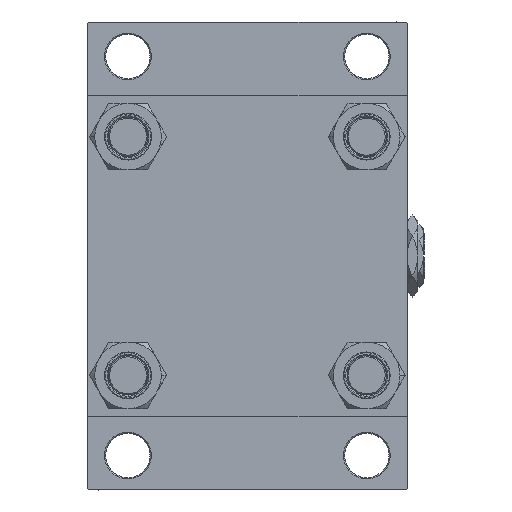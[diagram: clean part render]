
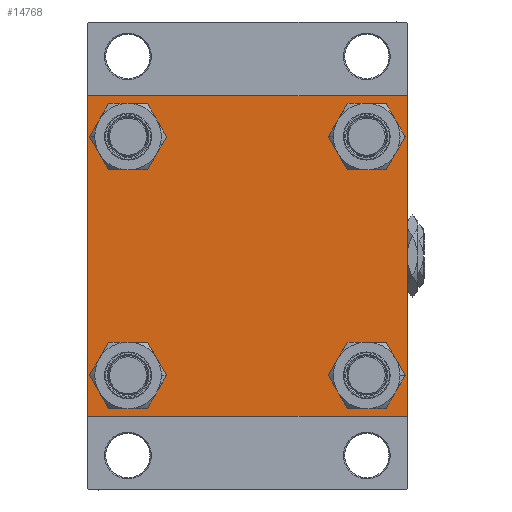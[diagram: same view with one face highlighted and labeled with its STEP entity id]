
A CAD part, left-side view. The second image highlights one B-rep face of the part: STEP entity #14768.
In plain terms, the highlighted planar face has unit normal (-1, 0, 0).
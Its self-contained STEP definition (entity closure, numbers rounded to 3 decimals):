
#19 = ORIENTED_EDGE ( 'NONE', *, *, #20390, .T. ) ;
#176 = DIRECTION ( 'NONE',  ( 0., 0., -1. ) ) ;
#668 = AXIS2_PLACEMENT_3D ( 'NONE', #45639, #18234, #37280 ) ;
#669 = CARTESIAN_POINT ( 'NONE',  ( 0., -65., 65. ) ) ;
#761 = DIRECTION ( 'NONE',  ( 0., -1., 0. ) ) ;
#772 = EDGE_CURVE ( 'NONE', #22817, #1884, #49489, .T. ) ;
#916 = LINE ( 'NONE', #669, #48706 ) ;
#1674 = LINE ( 'NONE', #17153, #17421 ) ;
#1777 = EDGE_CURVE ( 'NONE', #20990, #46955, #20072, .T. ) ;
#1824 = ORIENTED_EDGE ( 'NONE', *, *, #12768, .T. ) ;
#1884 = VERTEX_POINT ( 'NONE', #13442 ) ;
#2356 = CARTESIAN_POINT ( 'NONE',  ( 0., 0., 0. ) ) ;
#2419 = EDGE_LOOP ( 'NONE', ( #10672, #25438 ) ) ;
#2568 = VERTEX_POINT ( 'NONE', #7406 ) ;
#2601 = EDGE_LOOP ( 'NONE', ( #31273, #27275 ) ) ;
#2605 = FACE_BOUND ( 'NONE', #49818, .T. ) ;
#2854 = AXIS2_PLACEMENT_3D ( 'NONE', #10160, #30479, #45933 ) ;
#3465 = EDGE_LOOP ( 'NONE', ( #27878, #14683, #5906, #1824, #4839, #33468, #22565, #19 ) ) ;
#4839 = ORIENTED_EDGE ( 'NONE', *, *, #43917, .F. ) ;
#5102 = CARTESIAN_POINT ( 'NONE',  ( 0., 65., 65. ) ) ;
#5306 = CARTESIAN_POINT ( 'NONE',  ( 0., -65., -64.5 ) ) ;
#5906 = ORIENTED_EDGE ( 'NONE', *, *, #1777, .T. ) ;
#6066 = AXIS2_PLACEMENT_3D ( 'NONE', #40207, #36407, #24487 ) ;
#6156 = DIRECTION ( 'NONE',  ( 0., 0., 1. ) ) ;
#6994 = VERTEX_POINT ( 'NONE', #14515 ) ;
#7406 = CARTESIAN_POINT ( 'NONE',  ( 0., 65., -64.5 ) ) ;
#8482 = LINE ( 'NONE', #31365, #23640 ) ;
#8635 = ORIENTED_EDGE ( 'NONE', *, *, #16865, .T. ) ;
#8706 = VERTEX_POINT ( 'NONE', #44366 ) ;
#9292 = DIRECTION ( 'NONE',  ( 0., -0.707, 0.707 ) ) ;
#9577 = CIRCLE ( 'NONE', #668, 8.5 ) ;
#10160 = CARTESIAN_POINT ( 'NONE',  ( 0., -48.45, 48.45 ) ) ;
#10672 = ORIENTED_EDGE ( 'NONE', *, *, #772, .T. ) ;
#11191 = DIRECTION ( 'NONE',  ( 1., 0., 0. ) ) ;
#11637 = CARTESIAN_POINT ( 'NONE',  ( 0., -48.45, 48.45 ) ) ;
#12122 = AXIS2_PLACEMENT_3D ( 'NONE', #45554, #40987, #48857 ) ;
#12768 = EDGE_CURVE ( 'NONE', #46955, #24329, #1674, .T. ) ;
#13442 = CARTESIAN_POINT ( 'NONE',  ( 0., -48.45, -56.95 ) ) ;
#13778 = DIRECTION ( 'NONE',  ( -1., 0., 0. ) ) ;
#14303 = VECTOR ( 'NONE', #46736, 1000. ) ;
#14440 = EDGE_CURVE ( 'NONE', #30626, #33316, #23850, .T. ) ;
#14515 = CARTESIAN_POINT ( 'NONE',  ( 0., -65., 64.5 ) ) ;
#14529 = LINE ( 'NONE', #18854, #24716 ) ;
#14628 = CARTESIAN_POINT ( 'NONE',  ( 0., 48.45, 39.95 ) ) ;
#14681 = DIRECTION ( 'NONE',  ( 0., 0., 1. ) ) ;
#14683 = ORIENTED_EDGE ( 'NONE', *, *, #44298, .T. ) ;
#14768 = ADVANCED_FACE ( 'NONE', ( #17334, #21402, #2605, #40695, #44243 ), #44489, .T. ) ;
#15729 = AXIS2_PLACEMENT_3D ( 'NONE', #45962, #11191, #40277 ) ;
#15771 = LINE ( 'NONE', #42921, #14303 ) ;
#15872 = EDGE_CURVE ( 'NONE', #6994, #16132, #14529, .T. ) ;
#16132 = VERTEX_POINT ( 'NONE', #31496 ) ;
#16711 = CIRCLE ( 'NONE', #24809, 8.5 ) ;
#16865 = EDGE_CURVE ( 'NONE', #33316, #30626, #41769, .T. ) ;
#17153 = CARTESIAN_POINT ( 'NONE',  ( 0., -64.75, -64.75 ) ) ;
#17334 = FACE_BOUND ( 'NONE', #2601, .T. ) ;
#17421 = VECTOR ( 'NONE', #9292, 1000. ) ;
#17561 = EDGE_CURVE ( 'NONE', #8706, #38436, #21511, .T. ) ;
#18122 = CARTESIAN_POINT ( 'NONE',  ( 0., 65., 65. ) ) ;
#18234 = DIRECTION ( 'NONE',  ( 1., 0., 0. ) ) ;
#18370 = LINE ( 'NONE', #18122, #47835 ) ;
#18753 = CARTESIAN_POINT ( 'NONE',  ( 0., -48.45, -48.45 ) ) ;
#18854 = CARTESIAN_POINT ( 'NONE',  ( 0., -64.75, 64.75 ) ) ;
#19848 = DIRECTION ( 'NONE',  ( 0., 0., -1. ) ) ;
#20072 = LINE ( 'NONE', #35563, #47834 ) ;
#20390 = EDGE_CURVE ( 'NONE', #37078, #43897, #15771, .T. ) ;
#20990 = VERTEX_POINT ( 'NONE', #42569 ) ;
#21402 = FACE_BOUND ( 'NONE', #2419, .T. ) ;
#21511 = CIRCLE ( 'NONE', #2854, 8.5 ) ;
#22437 = DIRECTION ( 'NONE',  ( 0., -1., 0. ) ) ;
#22523 = AXIS2_PLACEMENT_3D ( 'NONE', #23309, #30935, #46393 ) ;
#22565 = ORIENTED_EDGE ( 'NONE', *, *, #42174, .F. ) ;
#22817 = VERTEX_POINT ( 'NONE', #23787 ) ;
#23309 = CARTESIAN_POINT ( 'NONE',  ( 0., -48.45, -48.45 ) ) ;
#23640 = VECTOR ( 'NONE', #23971, 1000. ) ;
#23787 = CARTESIAN_POINT ( 'NONE',  ( 0., -48.45, -39.95 ) ) ;
#23850 = CIRCLE ( 'NONE', #15729, 8.5 ) ;
#23971 = DIRECTION ( 'NONE',  ( 0., -0.707, -0.707 ) ) ;
#24329 = VERTEX_POINT ( 'NONE', #5306 ) ;
#24487 = DIRECTION ( 'NONE',  ( 0., 0., 1. ) ) ;
#24716 = VECTOR ( 'NONE', #49567, 1000. ) ;
#24809 = AXIS2_PLACEMENT_3D ( 'NONE', #11637, #42090, #42609 ) ;
#25262 = CARTESIAN_POINT ( 'NONE',  ( 0., -64.5, -65. ) ) ;
#25438 = ORIENTED_EDGE ( 'NONE', *, *, #32793, .T. ) ;
#25582 = CARTESIAN_POINT ( 'NONE',  ( 0., 64.5, 65. ) ) ;
#26451 = ORIENTED_EDGE ( 'NONE', *, *, #36089, .T. ) ;
#26876 = VERTEX_POINT ( 'NONE', #30689 ) ;
#27275 = ORIENTED_EDGE ( 'NONE', *, *, #17561, .T. ) ;
#27587 = EDGE_CURVE ( 'NONE', #42913, #26876, #9577, .T. ) ;
#27878 = ORIENTED_EDGE ( 'NONE', *, *, #43375, .T. ) ;
#28364 = ORIENTED_EDGE ( 'NONE', *, *, #27587, .T. ) ;
#29099 = EDGE_CURVE ( 'NONE', #38436, #8706, #16711, .T. ) ;
#30479 = DIRECTION ( 'NONE',  ( 1., 0., 0. ) ) ;
#30626 = VERTEX_POINT ( 'NONE', #37374 ) ;
#30689 = CARTESIAN_POINT ( 'NONE',  ( 0., 48.45, 56.95 ) ) ;
#30935 = DIRECTION ( 'NONE',  ( 1., 0., 0. ) ) ;
#31273 = ORIENTED_EDGE ( 'NONE', *, *, #29099, .T. ) ;
#31365 = CARTESIAN_POINT ( 'NONE',  ( 0., 64.75, -64.75 ) ) ;
#31466 = CIRCLE ( 'NONE', #22523, 8.5 ) ;
#31496 = CARTESIAN_POINT ( 'NONE',  ( 0., -64.5, 65. ) ) ;
#31674 = CARTESIAN_POINT ( 'NONE',  ( 0., 65., 64.5 ) ) ;
#32039 = LINE ( 'NONE', #5102, #37371 ) ;
#32793 = EDGE_CURVE ( 'NONE', #1884, #22817, #31466, .T. ) ;
#33316 = VERTEX_POINT ( 'NONE', #34104 ) ;
#33468 = ORIENTED_EDGE ( 'NONE', *, *, #15872, .T. ) ;
#34104 = CARTESIAN_POINT ( 'NONE',  ( 0., 48.45, -39.95 ) ) ;
#35011 = DIRECTION ( 'NONE',  ( 1., 0., 0. ) ) ;
#35405 = CARTESIAN_POINT ( 'NONE',  ( 0., -48.45, 56.95 ) ) ;
#35563 = CARTESIAN_POINT ( 'NONE',  ( 0., 65., -65. ) ) ;
#36089 = EDGE_CURVE ( 'NONE', #26876, #42913, #39664, .T. ) ;
#36407 = DIRECTION ( 'NONE',  ( 1., 0., 0. ) ) ;
#37078 = VERTEX_POINT ( 'NONE', #25582 ) ;
#37280 = DIRECTION ( 'NONE',  ( 0., 0., 1. ) ) ;
#37371 = VECTOR ( 'NONE', #19848, 1000. ) ;
#37374 = CARTESIAN_POINT ( 'NONE',  ( 0., 48.45, -56.95 ) ) ;
#38436 = VERTEX_POINT ( 'NONE', #35405 ) ;
#39664 = CIRCLE ( 'NONE', #12122, 8.5 ) ;
#39773 = ORIENTED_EDGE ( 'NONE', *, *, #14440, .T. ) ;
#40207 = CARTESIAN_POINT ( 'NONE',  ( 0., 48.45, -48.45 ) ) ;
#40277 = DIRECTION ( 'NONE',  ( 0., 0., 1. ) ) ;
#40695 = FACE_BOUND ( 'NONE', #46072, .T. ) ;
#40987 = DIRECTION ( 'NONE',  ( 1., 0., 0. ) ) ;
#41769 = CIRCLE ( 'NONE', #6066, 8.5 ) ;
#42090 = DIRECTION ( 'NONE',  ( 1., 0., 0. ) ) ;
#42174 = EDGE_CURVE ( 'NONE', #37078, #16132, #18370, .T. ) ;
#42569 = CARTESIAN_POINT ( 'NONE',  ( 0., 64.5, -65. ) ) ;
#42609 = DIRECTION ( 'NONE',  ( 0., 0., 1. ) ) ;
#42913 = VERTEX_POINT ( 'NONE', #14628 ) ;
#42921 = CARTESIAN_POINT ( 'NONE',  ( 0., 64.75, 64.75 ) ) ;
#43011 = AXIS2_PLACEMENT_3D ( 'NONE', #18753, #35011, #14681 ) ;
#43375 = EDGE_CURVE ( 'NONE', #43897, #2568, #32039, .T. ) ;
#43897 = VERTEX_POINT ( 'NONE', #31674 ) ;
#43917 = EDGE_CURVE ( 'NONE', #6994, #24329, #916, .T. ) ;
#44243 = FACE_OUTER_BOUND ( 'NONE', #3465, .T. ) ;
#44298 = EDGE_CURVE ( 'NONE', #2568, #20990, #8482, .T. ) ;
#44366 = CARTESIAN_POINT ( 'NONE',  ( 0., -48.45, 39.95 ) ) ;
#44489 = PLANE ( 'NONE',  #48943 ) ;
#45554 = CARTESIAN_POINT ( 'NONE',  ( 0., 48.45, 48.45 ) ) ;
#45639 = CARTESIAN_POINT ( 'NONE',  ( 0., 48.45, 48.45 ) ) ;
#45933 = DIRECTION ( 'NONE',  ( 0., 0., 1. ) ) ;
#45962 = CARTESIAN_POINT ( 'NONE',  ( 0., 48.45, -48.45 ) ) ;
#46072 = EDGE_LOOP ( 'NONE', ( #26451, #28364 ) ) ;
#46393 = DIRECTION ( 'NONE',  ( 0., 0., 1. ) ) ;
#46736 = DIRECTION ( 'NONE',  ( 0., 0.707, -0.707 ) ) ;
#46955 = VERTEX_POINT ( 'NONE', #25262 ) ;
#47834 = VECTOR ( 'NONE', #761, 1000. ) ;
#47835 = VECTOR ( 'NONE', #22437, 1000. ) ;
#48706 = VECTOR ( 'NONE', #176, 1000. ) ;
#48857 = DIRECTION ( 'NONE',  ( 0., 0., 1. ) ) ;
#48943 = AXIS2_PLACEMENT_3D ( 'NONE', #2356, #13778, #6156 ) ;
#49489 = CIRCLE ( 'NONE', #43011, 8.5 ) ;
#49567 = DIRECTION ( 'NONE',  ( 0., 0.707, 0.707 ) ) ;
#49818 = EDGE_LOOP ( 'NONE', ( #8635, #39773 ) ) ;
